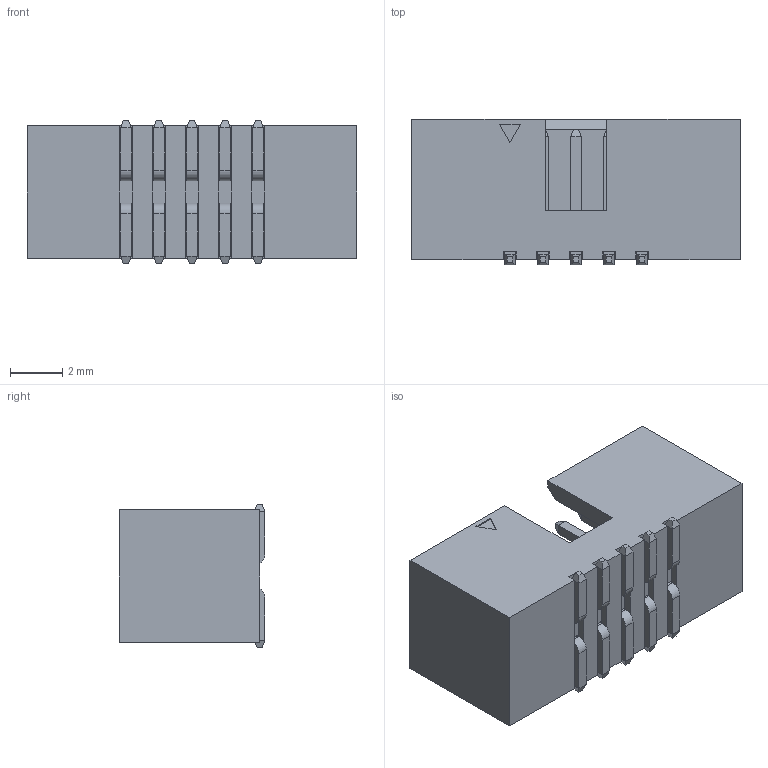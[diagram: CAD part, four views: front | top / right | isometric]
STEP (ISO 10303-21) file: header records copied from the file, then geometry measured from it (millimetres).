
FILE_DESCRIPTION (( 'STEP AP214' ), '1' );
FILE_NAME ('3220-10-0300-00-TR.STEP', '2024-06-23T19:15:01', ( '' ), ( '' ), 'SwSTEP 2.0', 'SolidWorks 2021', '' );
FILE_SCHEMA (( 'AUTOMOTIVE_DESIGN' ));
Length unit declared in the file: millimetre
Products named in the file (4): 3220-10-0300-00-TR; 3220-xx-0300-00 body_10; Pin^3220-xx-0300-00; MirrorPin^3220-xx-0300-00
Assembly tree (11 placements, depth 2):
  3220-10-0300-00-TR
    3220-xx-0300-00 body_10
    Pin^3220-xx-0300-00  x5
    MirrorPin^3220-xx-0300-00  x5
Bounding box: 12.65 x 5.6 x 5.5 mm (x, y, z)
Volume: 199.1 mm3; surface area: 555.3 mm2
Topology: 11 solids, 11 shells, 253 faces, 606 edges, 376 vertices
Faces by surface type: plane 243, cylinder 10
Entity records: 3786 total; most frequent: CARTESIAN_POINT 641, ORIENTED_EDGE 620, DIRECTION 576, EDGE_CURVE 310, VECTOR 306, LINE 306, VERTEX_POINT 200, EDGE_LOOP 138
